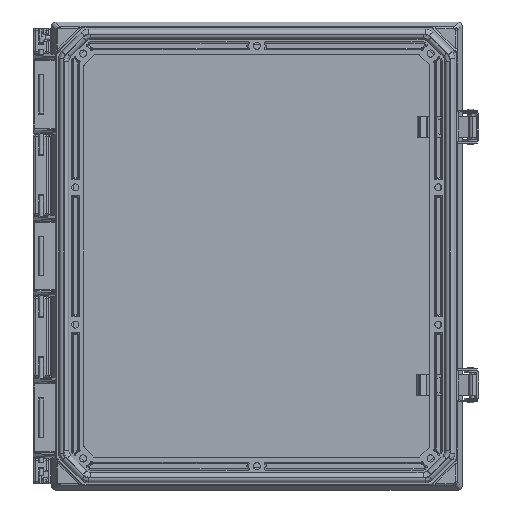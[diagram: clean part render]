
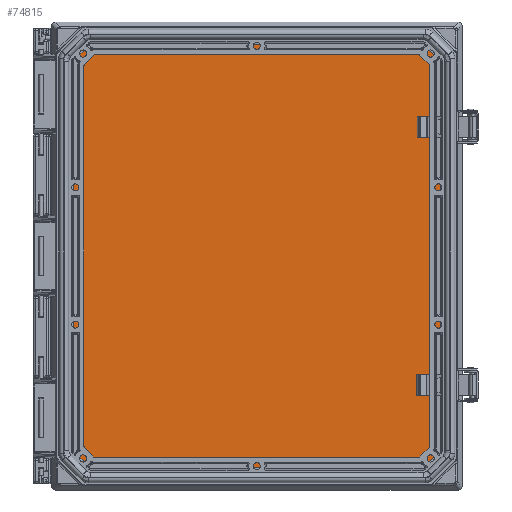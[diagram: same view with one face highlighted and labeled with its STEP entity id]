
A CAD part, front view. The second image highlights one B-rep face of the part: STEP entity #74815.
In plain terms, the highlighted face is planar.
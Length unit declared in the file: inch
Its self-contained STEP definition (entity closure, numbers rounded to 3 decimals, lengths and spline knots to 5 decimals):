
#261 = CARTESIAN_POINT ( 'NONE',  ( 0., 12.42028, 0.81 ) ) ;
#5554 = CARTESIAN_POINT ( 'NONE',  ( -5.67568, 6.08068, 0.81 ) ) ;
#7502 = VERTEX_POINT ( 'NONE', #202941 ) ;
#10626 = LINE ( 'NONE', #25625, #140096 ) ;
#11712 = ORIENTED_EDGE ( 'NONE', *, *, #136392, .T. ) ;
#14308 = CARTESIAN_POINT ( 'NONE',  ( 5.19068, 6.56568, 0.81 ) ) ;
#16331 = FACE_OUTER_BOUND ( 'NONE', #127775, .T. ) ;
#18368 = EDGE_CURVE ( 'NONE', #175671, #145840, #43345, .T. ) ;
#22342 = EDGE_CURVE ( 'NONE', #7502, #164756, #111738, .T. ) ;
#25625 = CARTESIAN_POINT ( 'NONE',  ( 5.13437, -6.58901, 0.81 ) ) ;
#39730 = CARTESIAN_POINT ( 'NONE',  ( -5.13437, 6.58901, 0.81 ) ) ;
#40228 = EDGE_CURVE ( 'NONE', #145840, #58171, #165068, .T. ) ;
#40800 = DIRECTION ( 'NONE',  ( 0.707, 0.707, 0. ) ) ;
#43158 = VECTOR ( 'NONE', #40800, 39.37008 ) ;
#43345 = LINE ( 'NONE', #109721, #168851 ) ;
#45185 = VERTEX_POINT ( 'NONE', #172326 ) ;
#58171 = VERTEX_POINT ( 'NONE', #165204 ) ;
#60816 = VECTOR ( 'NONE', #77836, 39.37008 ) ;
#61792 = LINE ( 'NONE', #97037, #60816 ) ;
#65347 = DIRECTION ( 'NONE',  ( -1., 0., 0. ) ) ;
#65594 = DIRECTION ( 'NONE',  ( 0., 0., 1. ) ) ;
#69023 = EDGE_CURVE ( 'NONE', #199483, #45185, #61792, .T. ) ;
#69569 = EDGE_CURVE ( 'NONE', #164756, #199483, #104135, .T. ) ;
#70907 = DIRECTION ( 'NONE',  ( 0., 1., 0. ) ) ;
#73097 = DIRECTION ( 'NONE',  ( 0.707, -0.707, 0. ) ) ;
#74815 = ADVANCED_FACE ( 'NONE', ( #16331 ), #81653, .F. ) ;
#76094 = LINE ( 'NONE', #39730, #43158 ) ;
#77102 = ORIENTED_EDGE ( 'NONE', *, *, #18368, .T. ) ;
#77836 = DIRECTION ( 'NONE',  ( 0., -1., 0. ) ) ;
#79645 = DIRECTION ( 'NONE',  ( 1., 0., 0. ) ) ;
#81653 = PLANE ( 'NONE',  #191838 ) ;
#83502 = ORIENTED_EDGE ( 'NONE', *, *, #210527, .T. ) ;
#88999 = CARTESIAN_POINT ( 'NONE',  ( -5.1577, -6.56568, 0.81 ) ) ;
#93395 = CARTESIAN_POINT ( 'NONE',  ( 5.1577, 6.56568, 0.81 ) ) ;
#97037 = CARTESIAN_POINT ( 'NONE',  ( 5.67568, -6.08068, 0.81 ) ) ;
#100728 = VECTOR ( 'NONE', #79645, 39.37008 ) ;
#104123 = CARTESIAN_POINT ( 'NONE',  ( 5.1577, -6.56568, 0.81 ) ) ;
#104135 = LINE ( 'NONE', #185464, #143017 ) ;
#105121 = ORIENTED_EDGE ( 'NONE', *, *, #69569, .T. ) ;
#109721 = CARTESIAN_POINT ( 'NONE',  ( -5.69901, -6.02437, 0.81 ) ) ;
#110754 = CARTESIAN_POINT ( 'NONE',  ( -5.67568, -6.0477, 0.81 ) ) ;
#111409 = LINE ( 'NONE', #177745, #208949 ) ;
#111738 = LINE ( 'NONE', #14308, #100728 ) ;
#124689 = DIRECTION ( 'NONE',  ( -0.707, 0.707, 0. ) ) ;
#127775 = EDGE_LOOP ( 'NONE', ( #83502, #168618, #105121, #130264, #130791, #11712, #77102, #183147 ) ) ;
#130264 = ORIENTED_EDGE ( 'NONE', *, *, #69023, .T. ) ;
#130791 = ORIENTED_EDGE ( 'NONE', *, *, #130831, .T. ) ;
#130831 = EDGE_CURVE ( 'NONE', #45185, #159556, #10626, .T. ) ;
#136392 = EDGE_CURVE ( 'NONE', #159556, #175671, #111409, .T. ) ;
#140096 = VECTOR ( 'NONE', #175445, 39.37008 ) ;
#143017 = VECTOR ( 'NONE', #73097, 39.37008 ) ;
#145840 = VERTEX_POINT ( 'NONE', #110754 ) ;
#159556 = VERTEX_POINT ( 'NONE', #104123 ) ;
#164756 = VERTEX_POINT ( 'NONE', #93395 ) ;
#165068 = LINE ( 'NONE', #5554, #171837 ) ;
#165204 = CARTESIAN_POINT ( 'NONE',  ( -5.67568, 6.0477, 0.81 ) ) ;
#168618 = ORIENTED_EDGE ( 'NONE', *, *, #22342, .T. ) ;
#168851 = VECTOR ( 'NONE', #124689, 39.37008 ) ;
#171837 = VECTOR ( 'NONE', #70907, 39.37008 ) ;
#172326 = CARTESIAN_POINT ( 'NONE',  ( 5.67568, -6.0477, 0.81 ) ) ;
#175445 = DIRECTION ( 'NONE',  ( -0.707, -0.707, 0. ) ) ;
#175671 = VERTEX_POINT ( 'NONE', #88999 ) ;
#177745 = CARTESIAN_POINT ( 'NONE',  ( -5.19068, -6.56568, 0.81 ) ) ;
#180058 = DIRECTION ( 'NONE',  ( 1., 0., 0. ) ) ;
#183147 = ORIENTED_EDGE ( 'NONE', *, *, #40228, .T. ) ;
#185464 = CARTESIAN_POINT ( 'NONE',  ( 5.69901, 6.02437, 0.81 ) ) ;
#191838 = AXIS2_PLACEMENT_3D ( 'NONE', #261, #65594, #180058 ) ;
#199483 = VERTEX_POINT ( 'NONE', #206997 ) ;
#202941 = CARTESIAN_POINT ( 'NONE',  ( -5.1577, 6.56568, 0.81 ) ) ;
#206997 = CARTESIAN_POINT ( 'NONE',  ( 5.67568, 6.0477, 0.81 ) ) ;
#208949 = VECTOR ( 'NONE', #65347, 39.37008 ) ;
#210527 = EDGE_CURVE ( 'NONE', #58171, #7502, #76094, .T. ) ;
